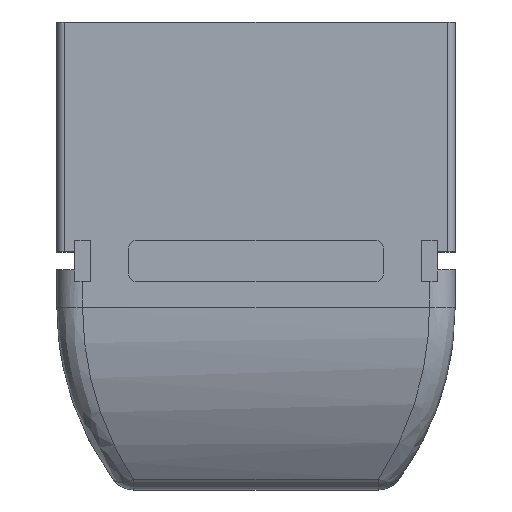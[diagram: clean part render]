
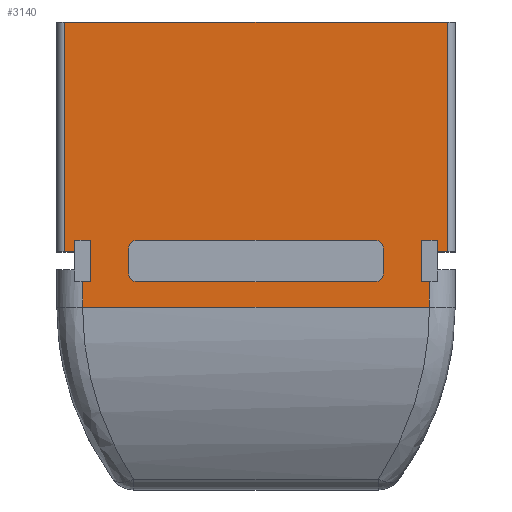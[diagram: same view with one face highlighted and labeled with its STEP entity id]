
A CAD part, top view. The second image highlights one B-rep face of the part: STEP entity #3140.
In plain terms, the highlighted face is planar.
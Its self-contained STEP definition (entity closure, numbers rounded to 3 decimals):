
#56=FACE_BOUND('',#1185,.T.);
#76=PLANE('',#3380);
#441=LINE('',#4834,#772);
#442=LINE('',#4836,#773);
#443=LINE('',#4838,#774);
#444=LINE('',#4840,#775);
#445=LINE('',#4842,#776);
#446=LINE('',#4844,#777);
#447=LINE('',#4846,#778);
#448=LINE('',#4848,#779);
#449=LINE('',#4850,#780);
#450=LINE('',#4852,#781);
#451=LINE('',#4854,#782);
#452=LINE('',#4856,#783);
#453=LINE('',#4858,#784);
#454=LINE('',#4860,#785);
#455=LINE('',#4862,#786);
#456=LINE('',#4863,#787);
#457=LINE('',#4866,#788);
#458=LINE('',#4870,#789);
#459=LINE('',#4874,#790);
#460=LINE('',#4878,#791);
#772=VECTOR('',#3864,1000.);
#773=VECTOR('',#3865,1000.);
#774=VECTOR('',#3866,1000.);
#775=VECTOR('',#3867,1000.);
#776=VECTOR('',#3868,1000.);
#777=VECTOR('',#3869,1000.);
#778=VECTOR('',#3870,1000.);
#779=VECTOR('',#3871,1000.);
#780=VECTOR('',#3872,1000.);
#781=VECTOR('',#3873,1000.);
#782=VECTOR('',#3874,1000.);
#783=VECTOR('',#3875,1000.);
#784=VECTOR('',#3876,1000.);
#785=VECTOR('',#3877,1000.);
#786=VECTOR('',#3878,1000.);
#787=VECTOR('',#3879,1000.);
#788=VECTOR('',#3880,1000.);
#789=VECTOR('',#3883,1000.);
#790=VECTOR('',#3886,1000.);
#791=VECTOR('',#3889,1000.);
#1005=FACE_OUTER_BOUND('',#1184,.T.);
#1184=EDGE_LOOP('',(#2392,#2393,#2394,#2395,#2396,#2397,#2398,#2399,#2400,
#2401,#2402,#2403,#2404,#2405,#2406,#2407));
#1185=EDGE_LOOP('',(#2408,#2409,#2410,#2411,#2412,#2413,#2414,#2415));
#1387=CIRCLE('',#3381,0.3);
#1388=CIRCLE('',#3382,0.3);
#1389=CIRCLE('',#3383,0.3);
#1390=CIRCLE('',#3384,0.3);
#1607=VERTEX_POINT('',#4832);
#1608=VERTEX_POINT('',#4833);
#1609=VERTEX_POINT('',#4835);
#1610=VERTEX_POINT('',#4837);
#1611=VERTEX_POINT('',#4839);
#1612=VERTEX_POINT('',#4841);
#1613=VERTEX_POINT('',#4843);
#1614=VERTEX_POINT('',#4845);
#1615=VERTEX_POINT('',#4847);
#1616=VERTEX_POINT('',#4849);
#1617=VERTEX_POINT('',#4851);
#1618=VERTEX_POINT('',#4853);
#1619=VERTEX_POINT('',#4855);
#1620=VERTEX_POINT('',#4857);
#1621=VERTEX_POINT('',#4859);
#1622=VERTEX_POINT('',#4861);
#1623=VERTEX_POINT('',#4864);
#1624=VERTEX_POINT('',#4865);
#1625=VERTEX_POINT('',#4867);
#1626=VERTEX_POINT('',#4869);
#1627=VERTEX_POINT('',#4871);
#1628=VERTEX_POINT('',#4873);
#1629=VERTEX_POINT('',#4875);
#1630=VERTEX_POINT('',#4877);
#1915=EDGE_CURVE('',#1607,#1608,#441,.T.);
#1916=EDGE_CURVE('',#1608,#1609,#442,.T.);
#1917=EDGE_CURVE('',#1609,#1610,#443,.T.);
#1918=EDGE_CURVE('',#1610,#1611,#444,.T.);
#1919=EDGE_CURVE('',#1611,#1612,#445,.T.);
#1920=EDGE_CURVE('',#1612,#1613,#446,.T.);
#1921=EDGE_CURVE('',#1613,#1614,#447,.T.);
#1922=EDGE_CURVE('',#1614,#1615,#448,.T.);
#1923=EDGE_CURVE('',#1616,#1615,#449,.T.);
#1924=EDGE_CURVE('',#1616,#1617,#450,.T.);
#1925=EDGE_CURVE('',#1618,#1617,#451,.T.);
#1926=EDGE_CURVE('',#1618,#1619,#452,.T.);
#1927=EDGE_CURVE('',#1620,#1619,#453,.T.);
#1928=EDGE_CURVE('',#1620,#1621,#454,.T.);
#1929=EDGE_CURVE('',#1621,#1622,#455,.T.);
#1930=EDGE_CURVE('',#1622,#1607,#456,.T.);
#1931=EDGE_CURVE('',#1623,#1624,#457,.T.);
#1932=EDGE_CURVE('',#1623,#1625,#1387,.T.);
#1933=EDGE_CURVE('',#1626,#1625,#458,.T.);
#1934=EDGE_CURVE('',#1626,#1627,#1388,.T.);
#1935=EDGE_CURVE('',#1628,#1627,#459,.T.);
#1936=EDGE_CURVE('',#1628,#1629,#1389,.T.);
#1937=EDGE_CURVE('',#1630,#1629,#460,.T.);
#1938=EDGE_CURVE('',#1630,#1624,#1390,.T.);
#2392=ORIENTED_EDGE('',*,*,#1915,.T.);
#2393=ORIENTED_EDGE('',*,*,#1916,.T.);
#2394=ORIENTED_EDGE('',*,*,#1917,.T.);
#2395=ORIENTED_EDGE('',*,*,#1918,.T.);
#2396=ORIENTED_EDGE('',*,*,#1919,.T.);
#2397=ORIENTED_EDGE('',*,*,#1920,.T.);
#2398=ORIENTED_EDGE('',*,*,#1921,.T.);
#2399=ORIENTED_EDGE('',*,*,#1922,.T.);
#2400=ORIENTED_EDGE('',*,*,#1923,.F.);
#2401=ORIENTED_EDGE('',*,*,#1924,.T.);
#2402=ORIENTED_EDGE('',*,*,#1925,.F.);
#2403=ORIENTED_EDGE('',*,*,#1926,.T.);
#2404=ORIENTED_EDGE('',*,*,#1927,.F.);
#2405=ORIENTED_EDGE('',*,*,#1928,.T.);
#2406=ORIENTED_EDGE('',*,*,#1929,.T.);
#2407=ORIENTED_EDGE('',*,*,#1930,.T.);
#2408=ORIENTED_EDGE('',*,*,#1931,.F.);
#2409=ORIENTED_EDGE('',*,*,#1932,.T.);
#2410=ORIENTED_EDGE('',*,*,#1933,.F.);
#2411=ORIENTED_EDGE('',*,*,#1934,.T.);
#2412=ORIENTED_EDGE('',*,*,#1935,.F.);
#2413=ORIENTED_EDGE('',*,*,#1936,.T.);
#2414=ORIENTED_EDGE('',*,*,#1937,.F.);
#2415=ORIENTED_EDGE('',*,*,#1938,.T.);
#3140=ADVANCED_FACE('',(#1005,#56),#76,.T.);
#3380=AXIS2_PLACEMENT_3D('',#4831,#3862,#3863);
#3381=AXIS2_PLACEMENT_3D('',#4868,#3881,#3882);
#3382=AXIS2_PLACEMENT_3D('',#4872,#3884,#3885);
#3383=AXIS2_PLACEMENT_3D('',#4876,#3887,#3888);
#3384=AXIS2_PLACEMENT_3D('',#4879,#3890,#3891);
#3862=DIRECTION('center_axis',(0.,1.,0.));
#3863=DIRECTION('ref_axis',(0.,0.,1.));
#3864=DIRECTION('',(-1.,0.,0.));
#3865=DIRECTION('',(0.,0.,1.));
#3866=DIRECTION('',(1.,0.,0.));
#3867=DIRECTION('',(0.,0.,-1.));
#3868=DIRECTION('',(-1.,0.,0.));
#3869=DIRECTION('',(0.,0.,-1.));
#3870=DIRECTION('',(1.,0.,0.));
#3871=DIRECTION('',(0.,0.,1.));
#3872=DIRECTION('',(-1.,0.,0.));
#3873=DIRECTION('',(0.,0.,-1.));
#3874=DIRECTION('',(1.,0.,0.));
#3875=DIRECTION('',(0.,0.,1.));
#3876=DIRECTION('',(-1.,0.,0.));
#3877=DIRECTION('',(0.,0.,-1.));
#3878=DIRECTION('',(1.,0.,0.));
#3879=DIRECTION('',(0.,0.,1.));
#3880=DIRECTION('',(0.,0.,1.));
#3881=DIRECTION('center_axis',(0.,-1.,0.));
#3882=DIRECTION('ref_axis',(0.,0.,1.));
#3883=DIRECTION('',(-1.,0.,0.));
#3884=DIRECTION('center_axis',(0.,-1.,0.));
#3885=DIRECTION('ref_axis',(0.,0.,1.));
#3886=DIRECTION('',(0.,0.,-1.));
#3887=DIRECTION('center_axis',(0.,-1.,0.));
#3888=DIRECTION('ref_axis',(0.,0.,1.));
#3889=DIRECTION('',(1.,0.,0.));
#3890=DIRECTION('center_axis',(0.,-1.,0.));
#3891=DIRECTION('ref_axis',(0.,0.,1.));
#4831=CARTESIAN_POINT('Origin',(0.,4.2,11.1));
#4832=CARTESIAN_POINT('',(-6.45,4.2,10.1));
#4833=CARTESIAN_POINT('',(-6.75,4.2,10.1));
#4834=CARTESIAN_POINT('',(-7.05,4.2,10.1));
#4835=CARTESIAN_POINT('',(-6.75,4.2,11.1));
#4836=CARTESIAN_POINT('',(-6.75,4.2,11.1));
#4837=CARTESIAN_POINT('',(6.75,4.2,11.1));
#4838=CARTESIAN_POINT('',(-7.75,4.2,11.1));
#4839=CARTESIAN_POINT('',(6.75,4.2,10.1));
#4840=CARTESIAN_POINT('',(6.75,4.2,11.1));
#4841=CARTESIAN_POINT('',(6.45,4.2,10.1));
#4842=CARTESIAN_POINT('',(7.05,4.2,10.1));
#4843=CARTESIAN_POINT('',(6.45,4.2,8.5));
#4844=CARTESIAN_POINT('',(6.45,4.2,8.5));
#4845=CARTESIAN_POINT('',(7.05,4.2,8.5));
#4846=CARTESIAN_POINT('',(7.05,4.2,8.5));
#4847=CARTESIAN_POINT('',(7.05,4.2,8.95));
#4848=CARTESIAN_POINT('',(7.05,4.2,8.5));
#4849=CARTESIAN_POINT('',(7.45,4.2,8.95));
#4850=CARTESIAN_POINT('',(0.,4.2,8.95));
#4851=CARTESIAN_POINT('',(7.45,4.2,0.));
#4852=CARTESIAN_POINT('',(7.45,4.2,11.1));
#4853=CARTESIAN_POINT('',(-7.45,4.2,0.));
#4854=CARTESIAN_POINT('',(0.,4.2,0.));
#4855=CARTESIAN_POINT('',(-7.45,4.2,8.95));
#4856=CARTESIAN_POINT('',(-7.45,4.2,8.95));
#4857=CARTESIAN_POINT('',(-7.05,4.2,8.95));
#4858=CARTESIAN_POINT('',(-8.45,4.2,8.95));
#4859=CARTESIAN_POINT('',(-7.05,4.2,8.5));
#4860=CARTESIAN_POINT('',(-7.05,4.2,8.5));
#4861=CARTESIAN_POINT('',(-6.45,4.2,8.5));
#4862=CARTESIAN_POINT('',(-7.05,4.2,8.5));
#4863=CARTESIAN_POINT('',(-6.45,4.2,8.5));
#4864=CARTESIAN_POINT('',(-4.95,4.2,8.8));
#4865=CARTESIAN_POINT('',(-4.95,4.2,9.8));
#4866=CARTESIAN_POINT('',(-4.95,4.2,8.5));
#4867=CARTESIAN_POINT('',(-4.65,4.2,8.5));
#4868=CARTESIAN_POINT('Origin',(-4.65,4.2,8.8));
#4869=CARTESIAN_POINT('',(4.65,4.2,8.5));
#4870=CARTESIAN_POINT('',(-4.95,4.2,8.5));
#4871=CARTESIAN_POINT('',(4.95,4.2,8.8));
#4872=CARTESIAN_POINT('Origin',(4.65,4.2,8.8));
#4873=CARTESIAN_POINT('',(4.95,4.2,9.8));
#4874=CARTESIAN_POINT('',(4.95,4.2,8.5));
#4875=CARTESIAN_POINT('',(4.65,4.2,10.1));
#4876=CARTESIAN_POINT('Origin',(4.65,4.2,9.8));
#4877=CARTESIAN_POINT('',(-4.65,4.2,10.1));
#4878=CARTESIAN_POINT('',(-4.95,4.2,10.1));
#4879=CARTESIAN_POINT('Origin',(-4.65,4.2,9.8));
